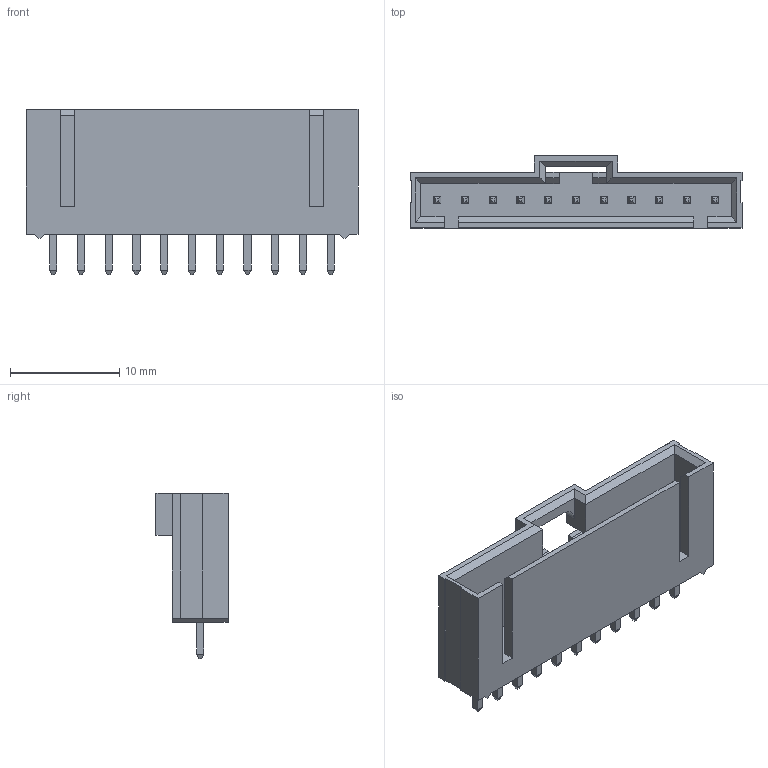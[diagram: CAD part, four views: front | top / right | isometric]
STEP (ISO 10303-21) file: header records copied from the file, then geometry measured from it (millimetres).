
FILE_DESCRIPTION((''),'2;1');
FILE_NAME('1719710011','2019-01-10T',('gga'),(''),'PRO/ENGINEER BY PARAMETRIC TECHNOLOGY CORPORATION, 2016010','PRO/ENGINEER BY PARAMETRIC TECHNOLOGY CORPORATION, 2016010','');
FILE_SCHEMA(('CONFIG_CONTROL_DESIGN'));
Length unit declared in the file: millimetre
Products named in the file (1): 1719710011
Bounding box: 30.4 x 6.6 x 15.11 mm (x, y, z)
Volume: 991.4 mm3; surface area: 1928.1 mm2
Topology: 1 solids, 1 shells, 264 faces, 648 edges, 408 vertices
Faces by surface type: plane 262, cylinder 2
Entity records: 7530 total; most frequent: CARTESIAN_POINT 1297, ORIENTED_EDGE 1250, DIRECTION 1204, EDGE_CURVE 625, VECTOR 622, LINE 622, VERTEX_POINT 384, AXIS2_PLACEMENT_3D 291
